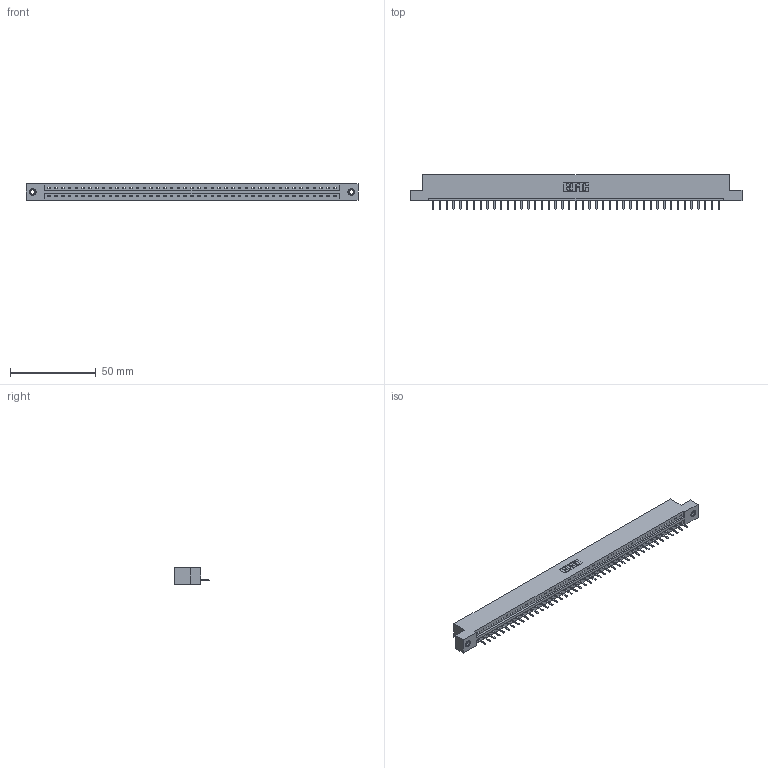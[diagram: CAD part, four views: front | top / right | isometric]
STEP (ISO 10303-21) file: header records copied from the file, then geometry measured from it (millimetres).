
FILE_DESCRIPTION (( 'STEP AP203' ), '1' );
FILE_NAME ('387-043-520-107.STEP', '2018-09-20T00:11:18', ( '' ), ( '' ), 'SwSTEP 2.0', 'SolidWorks 2016', '' );
FILE_SCHEMA (( 'CONFIG_CONTROL_DESIGN' ));
Length unit declared in the file: inch
Products named in the file (4): 337 Part_Flush Mounting Lugs - 0.156 Dia-TI; 345-292-001_345-293-120; 345-250-001_345-250-005-103; 387-043-520-107
Assembly tree (46 placements, depth 2):
  387-043-520-107
    337 Part_Flush Mounting Lugs - 0.156 Dia-TI
    345-292-001_345-293-120  x43
    345-250-001_345-250-005-103  x2
Bounding box: 193.4 x 20.02 x 9.4 mm (x, y, z)
Volume: 19975.5 mm3; surface area: 20243.1 mm2
Topology: 46 solids, 46 shells, 3012 faces, 8875 edges, 5794 vertices
Faces by surface type: plane 2166, cylinder 830, cone 12, torus 4
Entity records: 33134 total; most frequent: CARTESIAN_POINT 5762, ORIENTED_EDGE 5722, DIRECTION 4869, EDGE_CURVE 2861, VECTOR 2709, LINE 2709, VERTEX_POINT 1900, AXIS2_PLACEMENT_3D 1080
